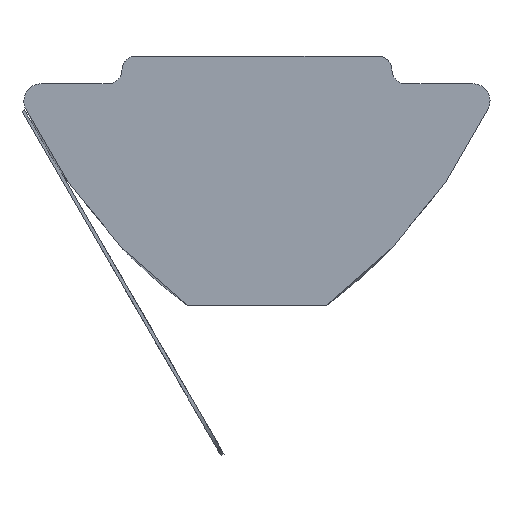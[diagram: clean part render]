
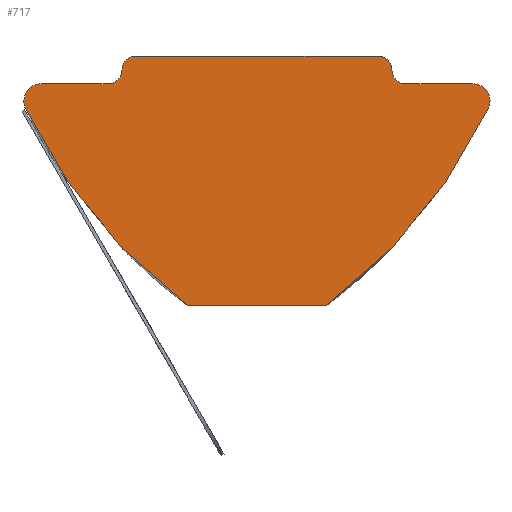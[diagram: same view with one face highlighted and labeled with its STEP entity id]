
A CAD part, front view. The second image highlights one B-rep face of the part: STEP entity #717.
In plain terms, the highlighted planar face has unit normal (0, -1, 0).
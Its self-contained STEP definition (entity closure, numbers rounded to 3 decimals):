
#31=PLANE('',#791);
#40=LINE('',#1468,#94);
#47=LINE('',#1522,#101);
#79=LINE('',#1620,#133);
#85=LINE('',#1643,#139);
#94=VECTOR('',#825,1.);
#101=VECTOR('',#846,1.);
#133=VECTOR('',#948,1.);
#139=VECTOR('',#974,1.);
#194=FACE_OUTER_BOUND('',#232,.T.);
#232=EDGE_LOOP('',(#655,#656,#657,#658,#659,#660,#661,#662,#663,#664,#665,
#666));
#254=CIRCLE('',#728,15.);
#262=CIRCLE('',#742,0.4);
#264=CIRCLE('',#745,15.);
#277=CIRCLE('',#776,0.4);
#279=CIRCLE('',#779,0.4);
#281=CIRCLE('',#782,0.4);
#283=CIRCLE('',#786,0.5);
#285=CIRCLE('',#789,0.5);
#300=VERTEX_POINT('',#1448);
#301=VERTEX_POINT('',#1450);
#308=VERTEX_POINT('',#1466);
#317=VERTEX_POINT('',#1519);
#318=VERTEX_POINT('',#1521);
#320=VERTEX_POINT('',#1527);
#323=VERTEX_POINT('',#1535);
#348=VERTEX_POINT('',#1618);
#349=VERTEX_POINT('',#1619);
#352=VERTEX_POINT('',#1627);
#354=VERTEX_POINT('',#1636);
#356=VERTEX_POINT('',#1642);
#376=EDGE_CURVE('',#300,#301,#254,.T.);
#385=EDGE_CURVE('',#300,#308,#40,.T.);
#398=EDGE_CURVE('',#318,#317,#47,.T.);
#402=EDGE_CURVE('',#320,#317,#262,.T.);
#406=EDGE_CURVE('',#323,#308,#264,.T.);
#446=EDGE_CURVE('',#348,#349,#79,.T.);
#450=EDGE_CURVE('',#348,#352,#277,.T.);
#453=EDGE_CURVE('',#318,#352,#279,.T.);
#455=EDGE_CURVE('',#320,#354,#281,.T.);
#458=EDGE_CURVE('',#356,#354,#85,.T.);
#461=EDGE_CURVE('',#301,#356,#283,.T.);
#463=EDGE_CURVE('',#349,#323,#285,.T.);
#655=ORIENTED_EDGE('',*,*,#463,.F.);
#656=ORIENTED_EDGE('',*,*,#446,.F.);
#657=ORIENTED_EDGE('',*,*,#450,.T.);
#658=ORIENTED_EDGE('',*,*,#453,.F.);
#659=ORIENTED_EDGE('',*,*,#398,.T.);
#660=ORIENTED_EDGE('',*,*,#402,.F.);
#661=ORIENTED_EDGE('',*,*,#455,.T.);
#662=ORIENTED_EDGE('',*,*,#458,.F.);
#663=ORIENTED_EDGE('',*,*,#461,.F.);
#664=ORIENTED_EDGE('',*,*,#376,.F.);
#665=ORIENTED_EDGE('',*,*,#385,.T.);
#666=ORIENTED_EDGE('',*,*,#406,.F.);
#717=ADVANCED_FACE('',(#194),#31,.T.);
#728=AXIS2_PLACEMENT_3D('',#1451,#810,#811);
#742=AXIS2_PLACEMENT_3D('',#1529,#853,#854);
#745=AXIS2_PLACEMENT_3D('',#1537,#861,#862);
#776=AXIS2_PLACEMENT_3D('',#1628,#954,#955);
#779=AXIS2_PLACEMENT_3D('',#1633,#961,#962);
#782=AXIS2_PLACEMENT_3D('',#1637,#967,#968);
#786=AXIS2_PLACEMENT_3D('',#1648,#979,#980);
#789=AXIS2_PLACEMENT_3D('',#1651,#985,#986);
#791=AXIS2_PLACEMENT_3D('',#1653,#989,#990);
#810=DIRECTION('center_axis',(0.,1.,0.));
#811=DIRECTION('ref_axis',(-0.592,0.,-0.806));
#825=DIRECTION('',(1.,0.,0.));
#846=DIRECTION('',(-1.,0.,0.));
#853=DIRECTION('center_axis',(0.,1.,0.));
#854=DIRECTION('ref_axis',(-1.,0.,0.));
#861=DIRECTION('center_axis',(0.,1.,0.));
#862=DIRECTION('ref_axis',(0.904,0.,-0.427));
#948=DIRECTION('',(1.,0.,0.));
#954=DIRECTION('center_axis',(0.,1.,0.));
#955=DIRECTION('ref_axis',(0.,0.,-1.));
#961=DIRECTION('center_axis',(0.,1.,0.));
#962=DIRECTION('ref_axis',(0.,0.,1.));
#967=DIRECTION('center_axis',(0.,1.,0.));
#968=DIRECTION('ref_axis',(1.,0.,0.));
#974=DIRECTION('',(1.,0.,0.));
#979=DIRECTION('center_axis',(0.,1.,0.));
#980=DIRECTION('ref_axis',(-0.904,0.,-0.427));
#985=DIRECTION('center_axis',(0.,1.,0.));
#986=DIRECTION('ref_axis',(1.,0.,0.));
#989=DIRECTION('center_axis',(0.,-1.,0.));
#990=DIRECTION('ref_axis',(0.,0.,-1.));
#1448=CARTESIAN_POINT('',(-2.,-61.,-10.9));
#1450=CARTESIAN_POINT('',(-6.686,-61.,-5.213));
#1451=CARTESIAN_POINT('Origin',(6.879,-61.,1.19));
#1466=CARTESIAN_POINT('',(2.,-61.,-10.9));
#1468=CARTESIAN_POINT('',(-2.,-61.,-10.9));
#1519=CARTESIAN_POINT('',(-3.5,-61.,-3.7));
#1521=CARTESIAN_POINT('',(3.5,-61.,-3.7));
#1522=CARTESIAN_POINT('',(3.5,-61.,-3.7));
#1527=CARTESIAN_POINT('',(-3.9,-61.,-4.1));
#1529=CARTESIAN_POINT('Origin',(-3.5,-61.,-4.1));
#1535=CARTESIAN_POINT('',(6.686,-61.,-5.213));
#1537=CARTESIAN_POINT('Origin',(-6.879,-61.,1.19));
#1618=CARTESIAN_POINT('',(4.3,-61.,-4.5));
#1619=CARTESIAN_POINT('',(6.233,-61.,-4.5));
#1620=CARTESIAN_POINT('',(4.3,-61.,-4.5));
#1627=CARTESIAN_POINT('',(3.9,-61.,-4.1));
#1628=CARTESIAN_POINT('Origin',(4.3,-61.,-4.1));
#1633=CARTESIAN_POINT('Origin',(3.5,-61.,-4.1));
#1636=CARTESIAN_POINT('',(-4.3,-61.,-4.5));
#1637=CARTESIAN_POINT('Origin',(-4.3,-61.,-4.1));
#1642=CARTESIAN_POINT('',(-6.233,-61.,-4.5));
#1643=CARTESIAN_POINT('',(-6.233,-61.,-4.5));
#1648=CARTESIAN_POINT('Origin',(-6.233,-61.,-5.));
#1651=CARTESIAN_POINT('Origin',(6.233,-61.,-5.));
#1653=CARTESIAN_POINT('Origin',(0.,-61.,-6.592));
